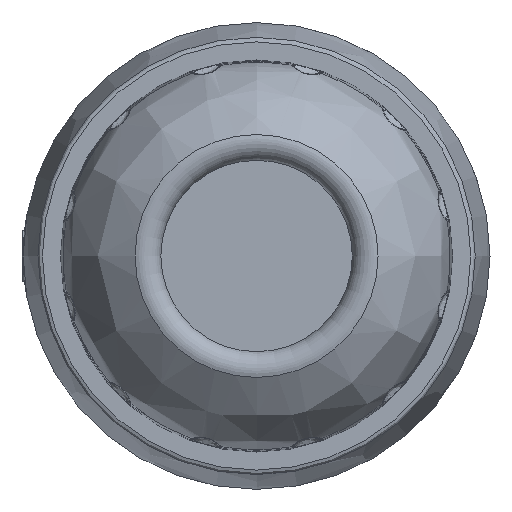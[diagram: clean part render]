
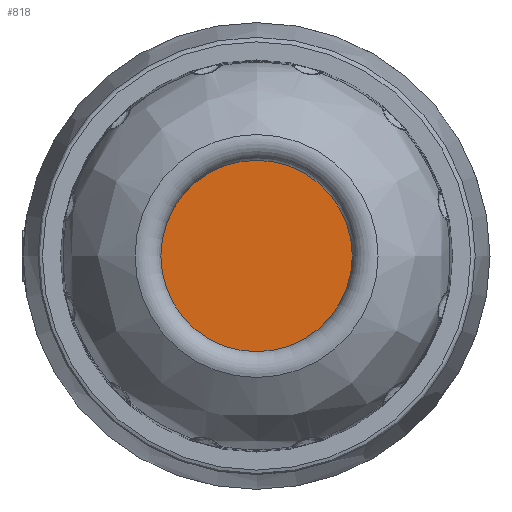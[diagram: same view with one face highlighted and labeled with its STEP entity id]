
A CAD part, left-side view. The second image highlights one B-rep face of the part: STEP entity #818.
In plain terms, the highlighted planar face has unit normal (-1, 0, 0).
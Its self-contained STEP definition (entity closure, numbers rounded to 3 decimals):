
#818=ADVANCED_FACE('',(#1115),#1059,.F.);
#1059=PLANE('',#3805);
#1115=FACE_OUTER_BOUND('',#1302,.T.);
#1302=EDGE_LOOP('',(#1600));
#1600=ORIENTED_EDGE('',*,*,#3038,.F.);
#2680=VERTEX_POINT('',#5137);
#3038=EDGE_CURVE('',#2680,#2680,#3578,.T.);
#3578=CIRCLE('',#3804,4.1);
#3804=AXIS2_PLACEMENT_3D('',#5136,#4194,#4195);
#3805=AXIS2_PLACEMENT_3D('',#5138,#4196,#4197);
#4194=DIRECTION('',(1.,0.,0.));
#4195=DIRECTION('',(0.,0.,-1.));
#4196=DIRECTION('',(1.,0.,0.));
#4197=DIRECTION('',(0.,0.,-1.));
#5136=CARTESIAN_POINT('',(-11.8,0.,0.));
#5137=CARTESIAN_POINT('',(-11.8,0.,-4.1));
#5138=CARTESIAN_POINT('',(-11.8,0.,0.));
